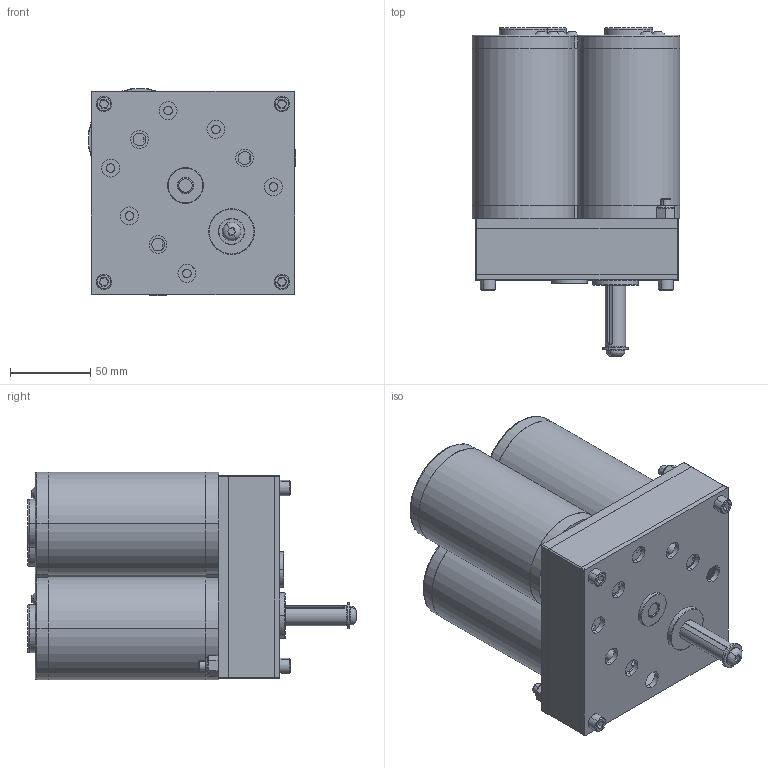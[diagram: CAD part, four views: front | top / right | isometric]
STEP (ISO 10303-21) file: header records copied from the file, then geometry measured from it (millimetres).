
FILE_DESCRIPTION (( 'STEP AP203' ), '1' );
FILE_NAME ('3CIM-Toughbox.STEP', '2012-12-26T17:26:27', ( '' ), ( '' ), 'SwSTEP 2.0', 'SolidWorks 2010', '' );
FILE_SCHEMA (( 'CONFIG_CONTROL_DESIGN' ));
Length unit declared in the file: inch
Products named in the file (19): 14-20x0500_bhcs; 250 Washer; 14-20 Nylock Nut_97135A210; SHCS 14-20 x 1500; SHCS 14-20 x 2; 94674A537 Captive Nut; CIM Motor; Toughbox d04; FR6ZZ Bearing; FR8ZZ Bearing; Toughbox 50T Output; Toughbox 50T Large Cluster; Toughbox 14T Small Cluster; TB Output Shaft; TB Hex Shaft; 500 E-klip; 3CIM Toughbox Shaft Plate; 3CIM Toughbox Motor Plate; 3CIM-Toughbox
Assembly tree (26 placements, depth 2):
  3CIM-Toughbox
    SHCS 14-20 x 2  x3
    14-20x0500_bhcs
    FR6ZZ Bearing  x3
    CIM Motor  x3
    14-20 Nylock Nut_97135A210  x3
    3CIM Toughbox Shaft Plate
    Toughbox 14T Small Cluster
    TB Output Shaft
    94674A537 Captive Nut
    250 Washer
    Toughbox d04
    SHCS 14-20 x 1500
    500 E-klip
    TB Hex Shaft
    Toughbox 50T Output
    Toughbox 50T Large Cluster
    3CIM Toughbox Motor Plate
    FR8ZZ Bearing
Bounding box: 129.69 x 205.4 x 129.69 mm (x, y, z)
Volume: 292307.5 mm3; surface area: 260600.6 mm2
Topology: 26 solids, 35 shells, 1333 faces, 3337 edges, 2114 vertices
Faces by surface type: cylinder 777, plane 298, cone 226, torus 32
Entity records: 34028 total; most frequent: CARTESIAN_POINT 6257, DIRECTION 5897, ORIENTED_EDGE 5158, EDGE_CURVE 2581, AXIS2_PLACEMENT_3D 2422, VERTEX_POINT 1672, CIRCLE 1413, EDGE_LOOP 1092
